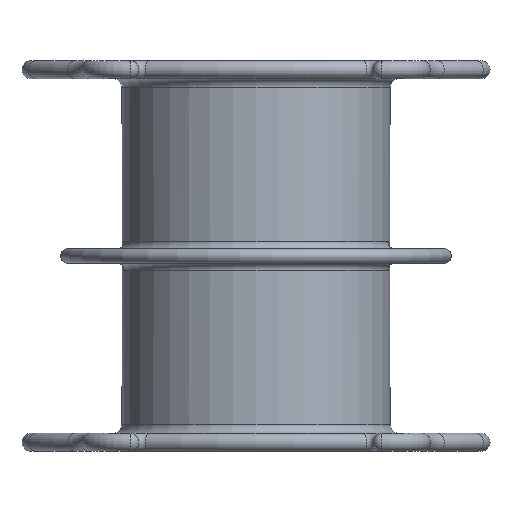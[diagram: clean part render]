
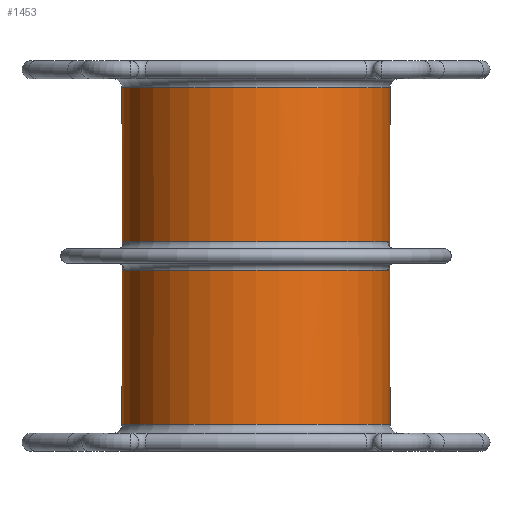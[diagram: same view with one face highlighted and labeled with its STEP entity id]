
A CAD part, left-side view. The second image highlights one B-rep face of the part: STEP entity #1453.
In plain terms, the highlighted cylindrical face has radius 7.45 mm (diameter 14.9 mm), a full revolution.
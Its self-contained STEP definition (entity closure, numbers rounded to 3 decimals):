
#39=FACE_BOUND('',#238,.T.);
#44=B_SPLINE_CURVE_WITH_KNOTS('',3,(#2466,#2467,#2468,#2469,#2470,#2471,
#2472,#2473,#2474),.UNSPECIFIED.,.F.,.F.,(4,1,1,1,1,1,4),(0.,0.054,
0.108,0.144,0.18,0.215,
0.251),.UNSPECIFIED.);
#45=B_SPLINE_CURVE_WITH_KNOTS('',3,(#2481,#2482,#2483,#2484,#2485,#2486,
#2487,#2488,#2489),.UNSPECIFIED.,.F.,.F.,(4,1,1,1,1,1,4),(0.,0.054,
0.108,0.144,0.18,0.215,
0.251),.UNSPECIFIED.);
#46=B_SPLINE_CURVE_WITH_KNOTS('',3,(#2495,#2496,#2497,#2498,#2499,#2500,
#2501,#2502,#2503),.UNSPECIFIED.,.F.,.F.,(4,1,1,1,1,1,4),(0.,0.054,
0.108,0.144,0.18,0.215,
0.251),.UNSPECIFIED.);
#47=B_SPLINE_CURVE_WITH_KNOTS('',3,(#2506,#2507,#2508,#2509,#2510,#2511,
#2512,#2513,#2514),.UNSPECIFIED.,.F.,.F.,(4,1,1,1,1,1,4),(0.,0.036,
0.072,0.108,0.144,0.198,
0.251),.UNSPECIFIED.);
#52=LINE('',#2462,#87);
#53=LINE('',#2477,#88);
#87=VECTOR('',#1852,7.45);
#88=VECTOR('',#1857,7.45);
#122=CYLINDRICAL_SURFACE('',#1554,7.45);
#141=FACE_OUTER_BOUND('',#237,.T.);
#237=EDGE_LOOP('',(#924,#925,#926,#927,#928,#929,#930,#931,#932,#933,#934,
#935));
#238=EDGE_LOOP('',(#936,#937,#938,#939));
#339=CIRCLE('',#1553,7.45);
#340=CIRCLE('',#1555,7.45);
#341=CIRCLE('',#1556,7.45);
#342=CIRCLE('',#1557,7.45);
#343=CIRCLE('',#1558,7.45);
#344=CIRCLE('',#1559,7.45);
#345=CIRCLE('',#1560,7.45);
#346=CIRCLE('',#1561,7.45);
#534=VERTEX_POINT('',#2455);
#535=VERTEX_POINT('',#2459);
#536=VERTEX_POINT('',#2461);
#537=VERTEX_POINT('',#2463);
#538=VERTEX_POINT('',#2465);
#539=VERTEX_POINT('',#2475);
#540=VERTEX_POINT('',#2478);
#541=VERTEX_POINT('',#2480);
#542=VERTEX_POINT('',#2491);
#543=VERTEX_POINT('',#2492);
#544=VERTEX_POINT('',#2494);
#545=VERTEX_POINT('',#2504);
#683=EDGE_CURVE('',#534,#534,#339,.T.);
#684=EDGE_CURVE('',#535,#535,#340,.T.);
#685=EDGE_CURVE('',#535,#536,#52,.T.);
#686=EDGE_CURVE('',#537,#536,#341,.T.);
#687=EDGE_CURVE('',#538,#537,#44,.T.);
#688=EDGE_CURVE('',#539,#538,#342,.T.);
#689=EDGE_CURVE('',#539,#534,#53,.T.);
#690=EDGE_CURVE('',#540,#539,#343,.T.);
#691=EDGE_CURVE('',#541,#540,#45,.T.);
#692=EDGE_CURVE('',#536,#541,#344,.T.);
#693=EDGE_CURVE('',#542,#543,#345,.T.);
#694=EDGE_CURVE('',#544,#542,#46,.T.);
#695=EDGE_CURVE('',#545,#544,#346,.T.);
#696=EDGE_CURVE('',#543,#545,#47,.T.);
#924=ORIENTED_EDGE('',*,*,#684,.F.);
#925=ORIENTED_EDGE('',*,*,#685,.T.);
#926=ORIENTED_EDGE('',*,*,#686,.F.);
#927=ORIENTED_EDGE('',*,*,#687,.F.);
#928=ORIENTED_EDGE('',*,*,#688,.F.);
#929=ORIENTED_EDGE('',*,*,#689,.T.);
#930=ORIENTED_EDGE('',*,*,#683,.F.);
#931=ORIENTED_EDGE('',*,*,#689,.F.);
#932=ORIENTED_EDGE('',*,*,#690,.F.);
#933=ORIENTED_EDGE('',*,*,#691,.F.);
#934=ORIENTED_EDGE('',*,*,#692,.F.);
#935=ORIENTED_EDGE('',*,*,#685,.F.);
#936=ORIENTED_EDGE('',*,*,#693,.F.);
#937=ORIENTED_EDGE('',*,*,#694,.F.);
#938=ORIENTED_EDGE('',*,*,#695,.F.);
#939=ORIENTED_EDGE('',*,*,#696,.F.);
#1453=ADVANCED_FACE('',(#141,#39),#122,.T.);
#1553=AXIS2_PLACEMENT_3D('',#2457,#1846,#1847);
#1554=AXIS2_PLACEMENT_3D('',#2458,#1848,#1849);
#1555=AXIS2_PLACEMENT_3D('',#2460,#1850,#1851);
#1556=AXIS2_PLACEMENT_3D('',#2464,#1853,#1854);
#1557=AXIS2_PLACEMENT_3D('',#2476,#1855,#1856);
#1558=AXIS2_PLACEMENT_3D('',#2479,#1858,#1859);
#1559=AXIS2_PLACEMENT_3D('',#2490,#1860,#1861);
#1560=AXIS2_PLACEMENT_3D('',#2493,#1862,#1863);
#1561=AXIS2_PLACEMENT_3D('',#2505,#1864,#1865);
#1846=DIRECTION('center_axis',(0.,0.,-1.));
#1847=DIRECTION('ref_axis',(1.,0.,0.));
#1848=DIRECTION('center_axis',(0.,0.,1.));
#1849=DIRECTION('ref_axis',(1.,0.,0.));
#1850=DIRECTION('center_axis',(0.,0.,1.));
#1851=DIRECTION('ref_axis',(1.,0.,0.));
#1852=DIRECTION('',(0.,0.,-1.));
#1853=DIRECTION('center_axis',(0.,0.,-1.));
#1854=DIRECTION('ref_axis',(-1.,0.,0.));
#1855=DIRECTION('center_axis',(0.,0.,1.));
#1856=DIRECTION('ref_axis',(-1.,0.,0.));
#1857=DIRECTION('',(0.,0.,-1.));
#1858=DIRECTION('center_axis',(0.,0.,1.));
#1859=DIRECTION('ref_axis',(-1.,0.,0.));
#1860=DIRECTION('center_axis',(0.,0.,-1.));
#1861=DIRECTION('ref_axis',(-1.,0.,0.));
#1862=DIRECTION('center_axis',(0.,0.,1.));
#1863=DIRECTION('ref_axis',(1.,0.,0.));
#1864=DIRECTION('center_axis',(0.,0.,-1.));
#1865=DIRECTION('ref_axis',(1.,0.,0.));
#2455=CARTESIAN_POINT('',(12.,6.4,7.1));
#2457=CARTESIAN_POINT('Origin',(19.45,6.4,7.1));
#2458=CARTESIAN_POINT('Origin',(19.45,6.4,5.6));
#2459=CARTESIAN_POINT('',(12.,6.4,25.8));
#2460=CARTESIAN_POINT('Origin',(19.45,6.4,25.8));
#2461=CARTESIAN_POINT('',(12.,6.4,17.25));
#2462=CARTESIAN_POINT('',(12.,6.4,5.6));
#2463=CARTESIAN_POINT('',(18.102,-0.927,17.25));
#2464=CARTESIAN_POINT('Origin',(19.45,6.4,17.25));
#2465=CARTESIAN_POINT('',(18.102,-0.927,15.65));
#2466=CARTESIAN_POINT('Ctrl Pts',(18.102,-0.927,15.65));
#2467=CARTESIAN_POINT('Ctrl Pts',(18.27,-0.958,15.65));
#2468=CARTESIAN_POINT('Ctrl Pts',(18.607,-1.006,15.776));
#2469=CARTESIAN_POINT('Ctrl Pts',(18.862,-1.027,16.204));
#2470=CARTESIAN_POINT('Ctrl Pts',(18.861,-1.027,16.634));
#2471=CARTESIAN_POINT('Ctrl Pts',(18.71,-1.014,16.966));
#2472=CARTESIAN_POINT('Ctrl Pts',(18.439,-0.983,17.196));
#2473=CARTESIAN_POINT('Ctrl Pts',(18.214,-0.948,17.25));
#2474=CARTESIAN_POINT('Ctrl Pts',(18.102,-0.927,17.25));
#2475=CARTESIAN_POINT('',(12.,6.4,15.65));
#2476=CARTESIAN_POINT('Origin',(19.45,6.4,15.65));
#2477=CARTESIAN_POINT('',(12.,6.4,5.6));
#2478=CARTESIAN_POINT('',(18.102,13.727,15.65));
#2479=CARTESIAN_POINT('Origin',(19.45,6.4,15.65));
#2480=CARTESIAN_POINT('',(18.102,13.727,17.25));
#2481=CARTESIAN_POINT('Ctrl Pts',(18.102,13.727,17.25));
#2482=CARTESIAN_POINT('Ctrl Pts',(18.27,13.758,17.25));
#2483=CARTESIAN_POINT('Ctrl Pts',(18.607,13.806,17.124));
#2484=CARTESIAN_POINT('Ctrl Pts',(18.862,13.827,16.696));
#2485=CARTESIAN_POINT('Ctrl Pts',(18.861,13.827,16.266));
#2486=CARTESIAN_POINT('Ctrl Pts',(18.71,13.814,15.934));
#2487=CARTESIAN_POINT('Ctrl Pts',(18.439,13.783,15.704));
#2488=CARTESIAN_POINT('Ctrl Pts',(18.214,13.748,15.65));
#2489=CARTESIAN_POINT('Ctrl Pts',(18.102,13.727,15.65));
#2490=CARTESIAN_POINT('Origin',(19.45,6.4,17.25));
#2491=CARTESIAN_POINT('',(20.798,-0.927,15.65));
#2492=CARTESIAN_POINT('',(20.798,13.727,15.65));
#2493=CARTESIAN_POINT('Origin',(19.45,6.4,15.65));
#2494=CARTESIAN_POINT('',(20.798,-0.927,17.25));
#2495=CARTESIAN_POINT('Ctrl Pts',(20.798,-0.927,17.25));
#2496=CARTESIAN_POINT('Ctrl Pts',(20.63,-0.958,17.25));
#2497=CARTESIAN_POINT('Ctrl Pts',(20.293,-1.006,17.124));
#2498=CARTESIAN_POINT('Ctrl Pts',(20.038,-1.027,16.696));
#2499=CARTESIAN_POINT('Ctrl Pts',(20.039,-1.027,16.266));
#2500=CARTESIAN_POINT('Ctrl Pts',(20.19,-1.014,15.934));
#2501=CARTESIAN_POINT('Ctrl Pts',(20.461,-0.983,15.704));
#2502=CARTESIAN_POINT('Ctrl Pts',(20.686,-0.948,15.65));
#2503=CARTESIAN_POINT('Ctrl Pts',(20.798,-0.927,15.65));
#2504=CARTESIAN_POINT('',(20.798,13.727,17.25));
#2505=CARTESIAN_POINT('Origin',(19.45,6.4,17.25));
#2506=CARTESIAN_POINT('Ctrl Pts',(20.798,13.727,15.65));
#2507=CARTESIAN_POINT('Ctrl Pts',(20.686,13.748,15.65));
#2508=CARTESIAN_POINT('Ctrl Pts',(20.461,13.783,15.704));
#2509=CARTESIAN_POINT('Ctrl Pts',(20.19,13.814,15.934));
#2510=CARTESIAN_POINT('Ctrl Pts',(20.039,13.827,16.266));
#2511=CARTESIAN_POINT('Ctrl Pts',(20.038,13.827,16.696));
#2512=CARTESIAN_POINT('Ctrl Pts',(20.293,13.806,17.124));
#2513=CARTESIAN_POINT('Ctrl Pts',(20.63,13.758,17.25));
#2514=CARTESIAN_POINT('Ctrl Pts',(20.798,13.727,17.25));
